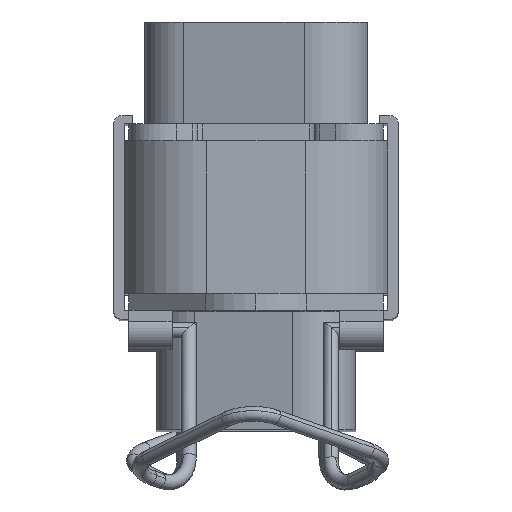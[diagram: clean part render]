
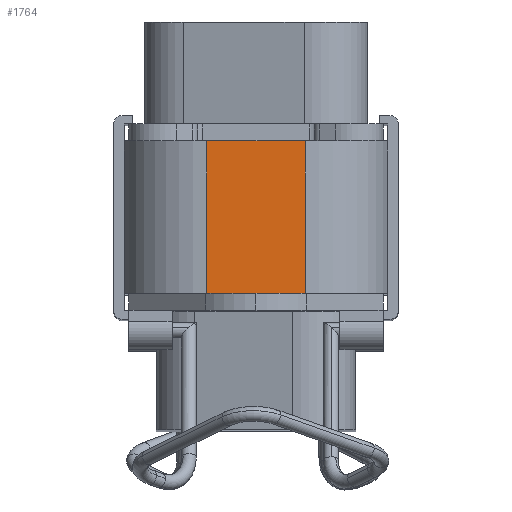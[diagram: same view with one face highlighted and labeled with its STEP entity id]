
A CAD part, top view. The second image highlights one B-rep face of the part: STEP entity #1764.
In plain terms, the highlighted face is planar.
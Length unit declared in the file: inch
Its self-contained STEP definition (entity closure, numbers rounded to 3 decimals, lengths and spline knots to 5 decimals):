
#1499 = VERTEX_POINT ( 'NONE', #18832 ) ;
#1543 = VERTEX_POINT ( 'NONE', #18959 ) ;
#1545 = EDGE_CURVE ( 'NONE', #1546, #1543, #18958, .T. ) ;
#1546 = VERTEX_POINT ( 'NONE', #18954 ) ;
#1612 = VERTEX_POINT ( 'NONE', #19044 ) ;
#1755 = EDGE_LOOP ( 'NONE', ( #1773, #1769, #1771, #1759 ) ) ;
#1759 = ORIENTED_EDGE ( 'NONE', *, *, #1760, .T. ) ;
#1760 = EDGE_CURVE ( 'NONE', #1499, #1546, #6201, .T. ) ;
#1764 = ADVANCED_FACE ( 'NONE', ( #6256 ), #6255, .F. ) ;
#1769 = ORIENTED_EDGE ( 'NONE', *, *, #1770, .T. ) ;
#1770 = EDGE_CURVE ( 'NONE', #1543, #1612, #6248, .T. ) ;
#1771 = ORIENTED_EDGE ( 'NONE', *, *, #36647, .T. ) ;
#1773 = ORIENTED_EDGE ( 'NONE', *, *, #1545, .T. ) ;
#6198 = DIRECTION ( 'NONE',  ( 0., 0., 1. ) ) ;
#6199 = VECTOR ( 'NONE', #6198, 39.37008 ) ;
#6200 = CARTESIAN_POINT ( 'NONE',  ( -0.11635, 1.25, -0.18 ) ) ;
#6201 = LINE ( 'NONE', #6200, #6199 ) ;
#6241 = DIRECTION ( 'NONE',  ( 0., 0., -1. ) ) ;
#6242 = VECTOR ( 'NONE', #6241, 39.37008 ) ;
#6243 = CARTESIAN_POINT ( 'NONE',  ( 0.11635, 1.25, -0.18 ) ) ;
#6248 = LINE ( 'NONE', #6243, #6242 ) ;
#6251 = DIRECTION ( 'NONE',  ( 0., 0., -1. ) ) ;
#6252 = DIRECTION ( 'NONE',  ( 0., -1., 0. ) ) ;
#6253 = CARTESIAN_POINT ( 'NONE',  ( 0.31, 1.25, -0.18 ) ) ;
#6254 = AXIS2_PLACEMENT_3D ( 'NONE', #6253, #6252, #6251 ) ;
#6255 = PLANE ( 'NONE',  #6254 ) ;
#6256 = FACE_OUTER_BOUND ( 'NONE', #1755, .T. ) ;
#18832 = CARTESIAN_POINT ( 'NONE',  ( -0.11635, 1.25, -0.18 ) ) ;
#18954 = CARTESIAN_POINT ( 'NONE',  ( -0.11635, 1.25, 0.18 ) ) ;
#18955 = DIRECTION ( 'NONE',  ( 1., 0., 0. ) ) ;
#18956 = VECTOR ( 'NONE', #18955, 39.37008 ) ;
#18957 = CARTESIAN_POINT ( 'NONE',  ( -0.31, 1.25, 0.18 ) ) ;
#18958 = LINE ( 'NONE', #18957, #18956 ) ;
#18959 = CARTESIAN_POINT ( 'NONE',  ( 0.11635, 1.25, 0.18 ) ) ;
#19044 = CARTESIAN_POINT ( 'NONE',  ( 0.11635, 1.25, -0.18 ) ) ;
#36647 = EDGE_CURVE ( 'NONE', #1612, #1499, #38883, .T. ) ;
#38880 = DIRECTION ( 'NONE',  ( -1., 0., 0. ) ) ;
#38881 = VECTOR ( 'NONE', #38880, 39.37008 ) ;
#38882 = CARTESIAN_POINT ( 'NONE',  ( 0.31, 1.25, -0.18 ) ) ;
#38883 = LINE ( 'NONE', #38882, #38881 ) ;
